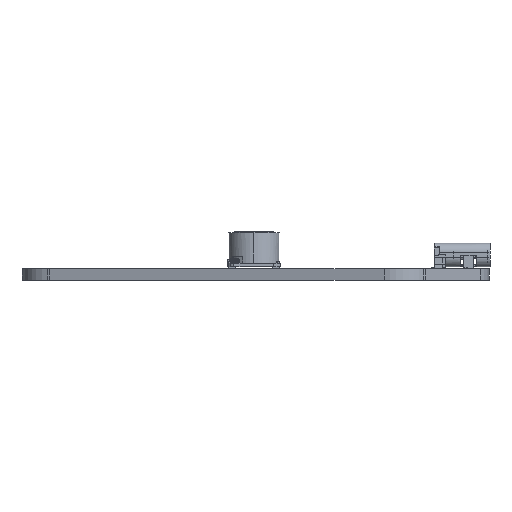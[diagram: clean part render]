
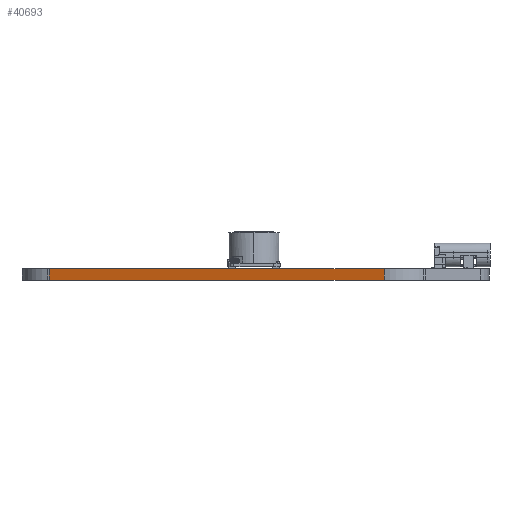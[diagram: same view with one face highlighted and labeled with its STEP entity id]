
A CAD part, left-side view. The second image highlights one B-rep face of the part: STEP entity #40693.
In plain terms, the highlighted planar face has unit normal (-0.954, 0.299, 0).
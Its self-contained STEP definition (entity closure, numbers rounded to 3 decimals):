
#39189 = VERTEX_POINT('',#39190);
#39190 = CARTESIAN_POINT('',(118.465,-64.282,0.));
#39196 = EDGE_CURVE('',#39197,#39189,#39199,.T.);
#39197 = VERTEX_POINT('',#39198);
#39198 = CARTESIAN_POINT('',(104.594,-108.557,0.));
#39199 = LINE('',#39200,#39201);
#39200 = CARTESIAN_POINT('',(104.594,-108.557,0.));
#39201 = VECTOR('',#39202,1.);
#39202 = DIRECTION('',(0.299,0.954,0.));
#39786 = VERTEX_POINT('',#39787);
#39787 = CARTESIAN_POINT('',(118.465,-64.282,1.51));
#39793 = EDGE_CURVE('',#39794,#39786,#39796,.T.);
#39794 = VERTEX_POINT('',#39795);
#39795 = CARTESIAN_POINT('',(104.594,-108.557,1.51));
#39796 = LINE('',#39797,#39798);
#39797 = CARTESIAN_POINT('',(104.594,-108.557,1.51));
#39798 = VECTOR('',#39799,1.);
#39799 = DIRECTION('',(0.299,0.954,0.));
#40663 = EDGE_CURVE('',#39189,#39786,#40664,.T.);
#40664 = LINE('',#40665,#40666);
#40665 = CARTESIAN_POINT('',(118.465,-64.282,0.));
#40666 = VECTOR('',#40667,1.);
#40667 = DIRECTION('',(0.,0.,1.));
#40693 = ADVANCED_FACE('',(#40694),#40705,.T.);
#40694 = FACE_BOUND('',#40695,.T.);
#40695 = EDGE_LOOP('',(#40696,#40702,#40703,#40704));
#40696 = ORIENTED_EDGE('',*,*,#40697,.T.);
#40697 = EDGE_CURVE('',#39197,#39794,#40698,.T.);
#40698 = LINE('',#40699,#40700);
#40699 = CARTESIAN_POINT('',(104.594,-108.557,0.));
#40700 = VECTOR('',#40701,1.);
#40701 = DIRECTION('',(0.,0.,1.));
#40702 = ORIENTED_EDGE('',*,*,#39793,.T.);
#40703 = ORIENTED_EDGE('',*,*,#40663,.F.);
#40704 = ORIENTED_EDGE('',*,*,#39196,.F.);
#40705 = PLANE('',#40706);
#40706 = AXIS2_PLACEMENT_3D('',#40707,#40708,#40709);
#40707 = CARTESIAN_POINT('',(104.594,-108.557,0.));
#40708 = DIRECTION('',(-0.954,0.299,0.));
#40709 = DIRECTION('',(0.299,0.954,0.));
